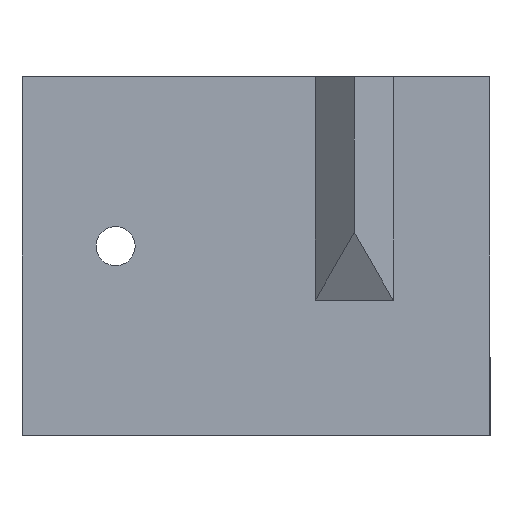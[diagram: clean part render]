
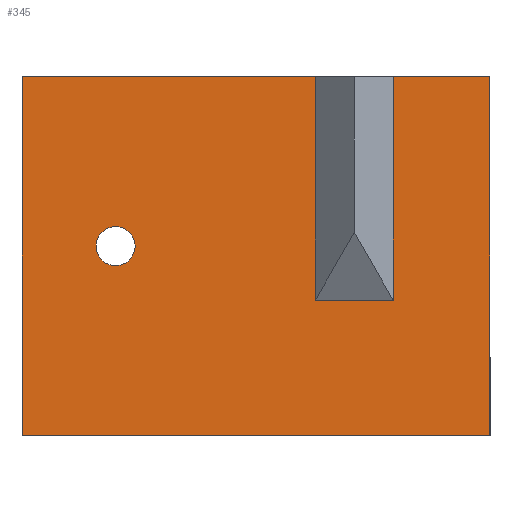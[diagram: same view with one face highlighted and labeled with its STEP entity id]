
A CAD part, front view. The second image highlights one B-rep face of the part: STEP entity #345.
In plain terms, the highlighted planar face has unit normal (0, -1, 0).
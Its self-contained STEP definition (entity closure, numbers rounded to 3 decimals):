
#25 = DIRECTION ( 'NONE',  ( 0., 0., -1. ) ) ;
#38 = CARTESIAN_POINT ( 'NONE',  ( 9., 15.7, -7.132 ) ) ;
#40 = VECTOR ( 'NONE', #64, 1000. ) ;
#44 = VECTOR ( 'NONE', #460, 1000. ) ;
#56 = EDGE_CURVE ( 'NONE', #210, #411, #102, .T. ) ;
#58 = LINE ( 'NONE', #494, #214 ) ;
#59 = CARTESIAN_POINT ( 'NONE',  ( -8.801, 15.7, -3.67 ) ) ;
#62 = ORIENTED_EDGE ( 'NONE', *, *, #594, .F. ) ;
#63 = CARTESIAN_POINT ( 'NONE',  ( 15., 15.7, 5. ) ) ;
#64 = DIRECTION ( 'NONE',  ( 0., 0., -1. ) ) ;
#65 = AXIS2_PLACEMENT_3D ( 'NONE', #38, #355, #557 ) ;
#83 = DIRECTION ( 'NONE',  ( 0., 0., -1. ) ) ;
#102 = LINE ( 'NONE', #519, #602 ) ;
#113 = LINE ( 'NONE', #218, #618 ) ;
#116 = VERTEX_POINT ( 'NONE', #142 ) ;
#119 = DIRECTION ( 'NONE',  ( 0., -1., 0. ) ) ;
#135 = ORIENTED_EDGE ( 'NONE', *, *, #528, .T. ) ;
#139 = CARTESIAN_POINT ( 'NONE',  ( 9., 15.7, -5.882 ) ) ;
#142 = CARTESIAN_POINT ( 'NONE',  ( -15., 15.7, -18. ) ) ;
#146 = VERTEX_POINT ( 'NONE', #139 ) ;
#149 = CARTESIAN_POINT ( 'NONE',  ( -15., 15.7, 5. ) ) ;
#151 = LINE ( 'NONE', #402, #492 ) ;
#176 = ORIENTED_EDGE ( 'NONE', *, *, #387, .T. ) ;
#177 = ORIENTED_EDGE ( 'NONE', *, *, #321, .F. ) ;
#187 = VERTEX_POINT ( 'NONE', #443 ) ;
#188 = VERTEX_POINT ( 'NONE', #63 ) ;
#197 = EDGE_CURVE ( 'NONE', #188, #372, #427, .T. ) ;
#201 = CARTESIAN_POINT ( 'NONE',  ( 15., 15.7, 5. ) ) ;
#210 = VERTEX_POINT ( 'NONE', #59 ) ;
#214 = VECTOR ( 'NONE', #586, 1000. ) ;
#218 = CARTESIAN_POINT ( 'NONE',  ( -3.801, 15.7, -8. ) ) ;
#221 = AXIS2_PLACEMENT_3D ( 'NONE', #344, #119, #25 ) ;
#240 = CIRCLE ( 'NONE', #221, 1.25 ) ;
#241 = DIRECTION ( 'NONE',  ( 0., 0., 1. ) ) ;
#251 = ORIENTED_EDGE ( 'NONE', *, *, #274, .T. ) ;
#254 = LINE ( 'NONE', #395, #44 ) ;
#266 = ORIENTED_EDGE ( 'NONE', *, *, #197, .F. ) ;
#268 = FACE_OUTER_BOUND ( 'NONE', #474, .T. ) ;
#274 = EDGE_CURVE ( 'NONE', #187, #116, #288, .T. ) ;
#279 = CARTESIAN_POINT ( 'NONE',  ( -15., 15.7, 5. ) ) ;
#281 = DIRECTION ( 'NONE',  ( 0., 1., 0. ) ) ;
#288 = LINE ( 'NONE', #149, #40 ) ;
#297 = CARTESIAN_POINT ( 'NONE',  ( 9., 15.7, -8.382 ) ) ;
#312 = ORIENTED_EDGE ( 'NONE', *, *, #599, .T. ) ;
#319 = VECTOR ( 'NONE', #441, 1000. ) ;
#321 = EDGE_CURVE ( 'NONE', #187, #188, #58, .T. ) ;
#327 = PLANE ( 'NONE',  #481 ) ;
#342 = CARTESIAN_POINT ( 'NONE',  ( 15., 15.7, -18. ) ) ;
#344 = CARTESIAN_POINT ( 'NONE',  ( 9., 15.7, -7.132 ) ) ;
#345 = ADVANCED_FACE ( 'NONE', ( #506, #268 ), #327, .F. ) ;
#346 = EDGE_CURVE ( 'NONE', #146, #554, #240, .T. ) ;
#353 = VERTEX_POINT ( 'NONE', #607 ) ;
#355 = DIRECTION ( 'NONE',  ( 0., -1., 0. ) ) ;
#372 = VERTEX_POINT ( 'NONE', #342 ) ;
#382 = ORIENTED_EDGE ( 'NONE', *, *, #525, .F. ) ;
#387 = EDGE_CURVE ( 'NONE', #353, #372, #151, .T. ) ;
#395 = CARTESIAN_POINT ( 'NONE',  ( 0., 15.7, -18. ) ) ;
#401 = DIRECTION ( 'NONE',  ( 1., 0., 0. ) ) ;
#402 = CARTESIAN_POINT ( 'NONE',  ( 0., 15.7, -18. ) ) ;
#404 = CARTESIAN_POINT ( 'NONE',  ( -8.801, 15.7, -18. ) ) ;
#411 = VERTEX_POINT ( 'NONE', #495 ) ;
#427 = LINE ( 'NONE', #201, #319 ) ;
#441 = DIRECTION ( 'NONE',  ( 0., 0., -1. ) ) ;
#443 = CARTESIAN_POINT ( 'NONE',  ( -15., 15.7, 5. ) ) ;
#444 = CIRCLE ( 'NONE', #65, 1.25 ) ;
#449 = DIRECTION ( 'NONE',  ( 0., 0., -1. ) ) ;
#455 = CARTESIAN_POINT ( 'NONE',  ( -8.801, 15.7, -8. ) ) ;
#460 = DIRECTION ( 'NONE',  ( 1., 0., 0. ) ) ;
#474 = EDGE_LOOP ( 'NONE', ( #543, #312, #176, #266, #177, #251, #135, #382 ) ) ;
#481 = AXIS2_PLACEMENT_3D ( 'NONE', #279, #281, #241 ) ;
#492 = VECTOR ( 'NONE', #401, 1000. ) ;
#494 = CARTESIAN_POINT ( 'NONE',  ( -15., 15.7, 5. ) ) ;
#495 = CARTESIAN_POINT ( 'NONE',  ( -3.801, 15.7, -3.67 ) ) ;
#506 = FACE_BOUND ( 'NONE', #542, .T. ) ;
#519 = CARTESIAN_POINT ( 'NONE',  ( -15., 15.7, -3.67 ) ) ;
#525 = EDGE_CURVE ( 'NONE', #210, #572, #532, .T. ) ;
#528 = EDGE_CURVE ( 'NONE', #116, #572, #254, .T. ) ;
#532 = LINE ( 'NONE', #455, #585 ) ;
#542 = EDGE_LOOP ( 'NONE', ( #62, #605 ) ) ;
#543 = ORIENTED_EDGE ( 'NONE', *, *, #56, .T. ) ;
#554 = VERTEX_POINT ( 'NONE', #297 ) ;
#557 = DIRECTION ( 'NONE',  ( 0., 0., -1. ) ) ;
#568 = DIRECTION ( 'NONE',  ( 1., 0., 0. ) ) ;
#572 = VERTEX_POINT ( 'NONE', #404 ) ;
#585 = VECTOR ( 'NONE', #449, 1000. ) ;
#586 = DIRECTION ( 'NONE',  ( 1., 0., 0. ) ) ;
#594 = EDGE_CURVE ( 'NONE', #554, #146, #444, .T. ) ;
#599 = EDGE_CURVE ( 'NONE', #411, #353, #113, .T. ) ;
#602 = VECTOR ( 'NONE', #568, 1000. ) ;
#605 = ORIENTED_EDGE ( 'NONE', *, *, #346, .F. ) ;
#607 = CARTESIAN_POINT ( 'NONE',  ( -3.801, 15.7, -18. ) ) ;
#618 = VECTOR ( 'NONE', #83, 1000. ) ;
